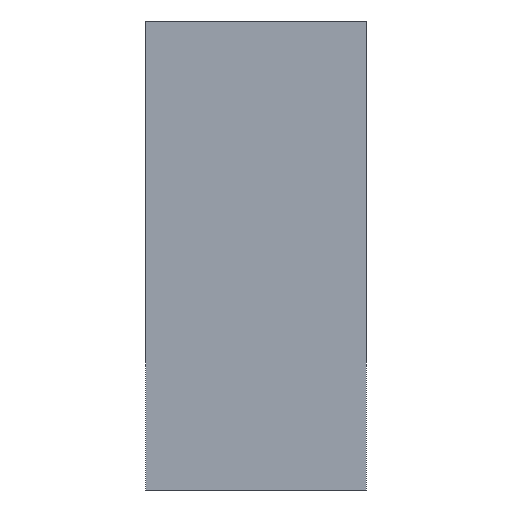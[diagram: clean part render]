
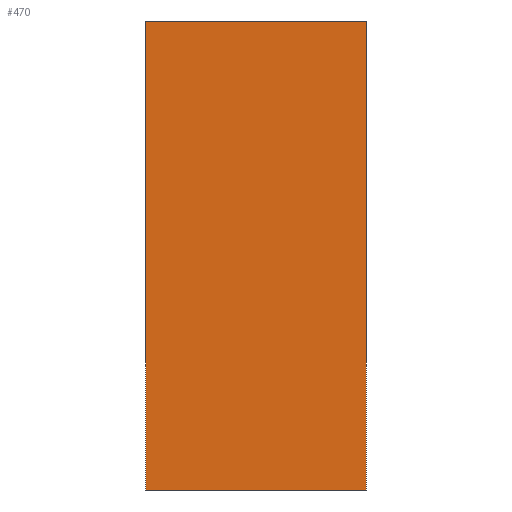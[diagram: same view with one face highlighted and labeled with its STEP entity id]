
A CAD part, left-side view. The second image highlights one B-rep face of the part: STEP entity #470.
In plain terms, the highlighted planar face has unit normal (-1, 0, 0).
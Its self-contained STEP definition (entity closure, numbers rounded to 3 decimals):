
#30=PLANE('',#524);
#53=FACE_OUTER_BOUND('',#76,.T.);
#76=EDGE_LOOP('',(#408,#409,#410,#411));
#105=LINE('',#718,#163);
#134=LINE('',#774,#192);
#135=LINE('',#776,#193);
#136=LINE('',#777,#194);
#163=VECTOR('',#590,10.);
#192=VECTOR('',#637,10.);
#193=VECTOR('',#638,10.);
#194=VECTOR('',#639,10.);
#229=VERTEX_POINT('',#715);
#230=VERTEX_POINT('',#717);
#248=VERTEX_POINT('',#773);
#249=VERTEX_POINT('',#775);
#281=EDGE_CURVE('',#230,#229,#105,.T.);
#310=EDGE_CURVE('',#248,#229,#134,.T.);
#311=EDGE_CURVE('',#249,#248,#135,.T.);
#312=EDGE_CURVE('',#249,#230,#136,.T.);
#408=ORIENTED_EDGE('',*,*,#281,.T.);
#409=ORIENTED_EDGE('',*,*,#310,.F.);
#410=ORIENTED_EDGE('',*,*,#311,.F.);
#411=ORIENTED_EDGE('',*,*,#312,.T.);
#470=ADVANCED_FACE('',(#53),#30,.T.);
#524=AXIS2_PLACEMENT_3D('',#772,#635,#636);
#590=DIRECTION('',(0.,0.,1.));
#635=DIRECTION('center_axis',(-1.,0.,0.));
#636=DIRECTION('ref_axis',(0.,-1.,0.));
#637=DIRECTION('',(0.,-1.,0.));
#638=DIRECTION('',(0.,0.,1.));
#639=DIRECTION('',(0.,-1.,0.));
#715=CARTESIAN_POINT('',(-6.25,-3.675,11.));
#717=CARTESIAN_POINT('',(-6.25,-3.675,0.));
#718=CARTESIAN_POINT('',(-6.25,-3.675,0.));
#772=CARTESIAN_POINT('Origin',(-6.25,1.505,0.));
#773=CARTESIAN_POINT('',(-6.25,1.505,11.));
#774=CARTESIAN_POINT('',(-6.25,1.505,11.));
#775=CARTESIAN_POINT('',(-6.25,1.505,0.));
#776=CARTESIAN_POINT('',(-6.25,1.505,0.));
#777=CARTESIAN_POINT('',(-6.25,1.505,0.));
